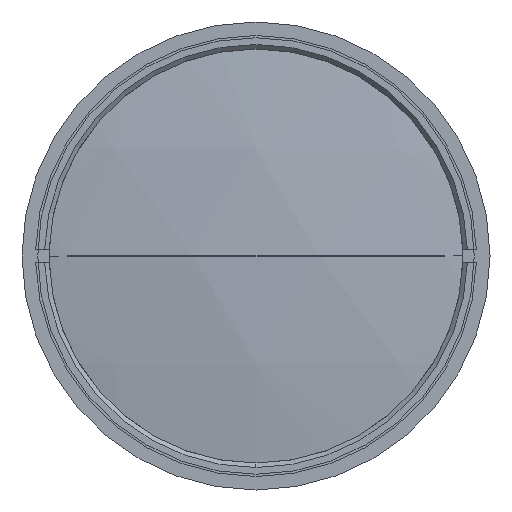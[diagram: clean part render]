
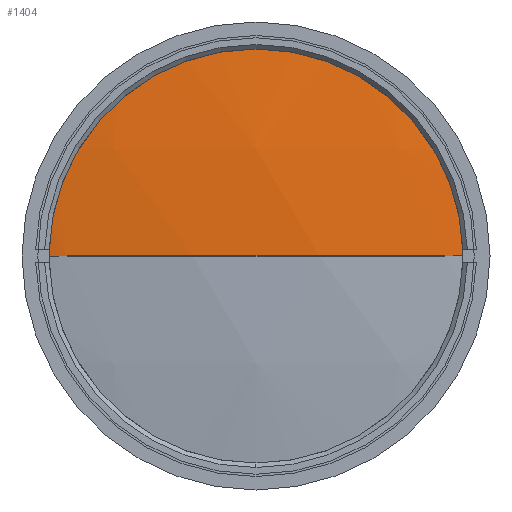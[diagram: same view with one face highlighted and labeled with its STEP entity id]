
A CAD part, left-side view. The second image highlights one B-rep face of the part: STEP entity #1404.
In plain terms, the highlighted spherical face has radius 156 mm.
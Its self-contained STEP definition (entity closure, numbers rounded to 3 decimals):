
#42 = DIRECTION ( 'NONE',  ( 0., 1., 0. ) ) ;
#50 = DIRECTION ( 'NONE',  ( 0., 0., 1. ) ) ;
#75 = CIRCLE ( 'NONE', #462, 156. ) ;
#79 = CARTESIAN_POINT ( 'NONE',  ( 45.006, 0., 0. ) ) ;
#101 = DIRECTION ( 'NONE',  ( 0., 1., 0. ) ) ;
#126 = ORIENTED_EDGE ( 'NONE', *, *, #2852, .F. ) ;
#144 = EDGE_CURVE ( 'NONE', #1060, #759, #366, .T. ) ;
#200 = AXIS2_PLACEMENT_3D ( 'NONE', #2072, #1666, #2148 ) ;
#216 = CARTESIAN_POINT ( 'NONE',  ( -109.574, 21., 0. ) ) ;
#304 = EDGE_CURVE ( 'NONE', #1945, #1060, #1011, .T. ) ;
#319 = FACE_OUTER_BOUND ( 'NONE', #544, .T. ) ;
#349 = VERTEX_POINT ( 'NONE', #2869 ) ;
#366 = CIRCLE ( 'NONE', #2759, 23.803 ) ;
#373 = EDGE_CURVE ( 'NONE', #594, #759, #75, .T. ) ;
#451 = DIRECTION ( 'NONE',  ( 0., 0., -1. ) ) ;
#462 = AXIS2_PLACEMENT_3D ( 'NONE', #695, #1625, #1406 ) ;
#503 = SPHERICAL_SURFACE ( 'NONE', #2129, 156. ) ;
#544 = EDGE_LOOP ( 'NONE', ( #573, #2316, #1049, #2534, #126, #2849 ) ) ;
#573 = ORIENTED_EDGE ( 'NONE', *, *, #1912, .F. ) ;
#592 = CARTESIAN_POINT ( 'NONE',  ( 45.006, -21., 0. ) ) ;
#594 = VERTEX_POINT ( 'NONE', #2847 ) ;
#631 = CIRCLE ( 'NONE', #2438, 154.58 ) ;
#644 = CIRCLE ( 'NONE', #1569, 156. ) ;
#695 = CARTESIAN_POINT ( 'NONE',  ( 45.006, 0., 0. ) ) ;
#759 = VERTEX_POINT ( 'NONE', #3007 ) ;
#814 = AXIS2_PLACEMENT_3D ( 'NONE', #79, #50, #994 ) ;
#949 = DIRECTION ( 'NONE',  ( 0., 0., -1. ) ) ;
#994 = DIRECTION ( 'NONE',  ( 0., -1., 0. ) ) ;
#1011 = CIRCLE ( 'NONE', #814, 156. ) ;
#1049 = ORIENTED_EDGE ( 'NONE', *, *, #144, .T. ) ;
#1060 = VERTEX_POINT ( 'NONE', #2029 ) ;
#1391 = DIRECTION ( 'NONE',  ( -1., 0., 0. ) ) ;
#1398 = DIRECTION ( 'NONE',  ( 1., 0., 0. ) ) ;
#1404 = ADVANCED_FACE ( 'NONE', ( #319 ), #503, .T. ) ;
#1406 = DIRECTION ( 'NONE',  ( -1., 0., 0. ) ) ;
#1528 = DIRECTION ( 'NONE',  ( 1., 0., 0. ) ) ;
#1569 = AXIS2_PLACEMENT_3D ( 'NONE', #2525, #451, #1398 ) ;
#1625 = DIRECTION ( 'NONE',  ( 0., 0., -1. ) ) ;
#1666 = DIRECTION ( 'NONE',  ( 0., -1., 0. ) ) ;
#1912 = EDGE_CURVE ( 'NONE', #1945, #349, #631, .T. ) ;
#1945 = VERTEX_POINT ( 'NONE', #2440 ) ;
#2029 = CARTESIAN_POINT ( 'NONE',  ( -109.167, -23.803, 0. ) ) ;
#2072 = CARTESIAN_POINT ( 'NONE',  ( 45.006, 21., 0. ) ) ;
#2129 = AXIS2_PLACEMENT_3D ( 'NONE', #2133, #2879, #42 ) ;
#2133 = CARTESIAN_POINT ( 'NONE',  ( 45.006, 0., 0. ) ) ;
#2148 = DIRECTION ( 'NONE',  ( 0., 0., 1. ) ) ;
#2316 = ORIENTED_EDGE ( 'NONE', *, *, #304, .T. ) ;
#2438 = AXIS2_PLACEMENT_3D ( 'NONE', #592, #101, #1528 ) ;
#2440 = CARTESIAN_POINT ( 'NONE',  ( -109.574, -21., 0. ) ) ;
#2447 = VERTEX_POINT ( 'NONE', #216 ) ;
#2525 = CARTESIAN_POINT ( 'NONE',  ( 45.006, 0., 0. ) ) ;
#2534 = ORIENTED_EDGE ( 'NONE', *, *, #373, .F. ) ;
#2599 = CIRCLE ( 'NONE', #200, 154.58 ) ;
#2759 = AXIS2_PLACEMENT_3D ( 'NONE', #2793, #1391, #949 ) ;
#2761 = EDGE_CURVE ( 'NONE', #349, #2447, #644, .T. ) ;
#2793 = CARTESIAN_POINT ( 'NONE',  ( -109.167, 0., 0. ) ) ;
#2847 = CARTESIAN_POINT ( 'NONE',  ( -109.574, 21., 0. ) ) ;
#2849 = ORIENTED_EDGE ( 'NONE', *, *, #2761, .F. ) ;
#2852 = EDGE_CURVE ( 'NONE', #2447, #594, #2599, .T. ) ;
#2869 = CARTESIAN_POINT ( 'NONE',  ( -109.574, -21., 0. ) ) ;
#2879 = DIRECTION ( 'NONE',  ( 0., 0., 1. ) ) ;
#3007 = CARTESIAN_POINT ( 'NONE',  ( -109.167, 23.803, 0. ) ) ;
